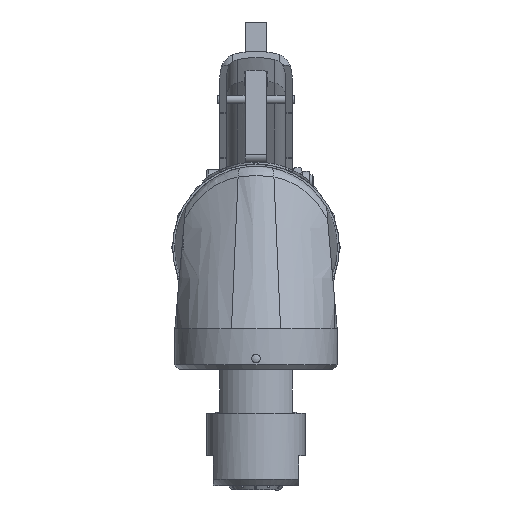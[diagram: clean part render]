
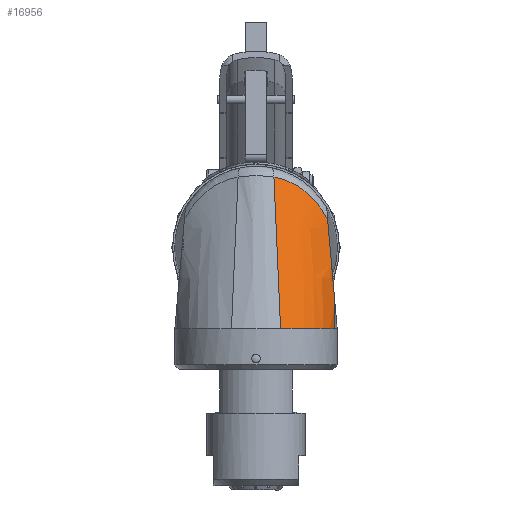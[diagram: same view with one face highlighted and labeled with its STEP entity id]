
A CAD part, left-side view. The second image highlights one B-rep face of the part: STEP entity #16956.
In plain terms, the highlighted free-form (B-spline) face has degree [3, 3] with [10, 4] control points.
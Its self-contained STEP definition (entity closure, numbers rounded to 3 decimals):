
#16458=CARTESIAN_POINT('',(-107.253,-18.353,-19.));
#16459=VERTEX_POINT('',#16458);
#16467=CARTESIAN_POINT('',(-120.447,-5.746,-19.));
#16468=VERTEX_POINT('',#16467);
#16469=CARTESIAN_POINT('',(-102.337,0.,-19.));
#16470=DIRECTION('',(0.0,0.0,-1.0));
#16471=DIRECTION('',(-1.0,0.0,0.0));
#16472=AXIS2_PLACEMENT_3D('',#16469,#16470,#16471);
#16473=CIRCLE('',#16472,19.0);
#16474=EDGE_CURVE('',#16459,#16468,#16473,.T.);
#16540=CARTESIAN_POINT('',(-110.827,-4.201,16.495));
#16541=VERTEX_POINT('',#16540);
#16574=CARTESIAN_POINT('',(-120.447,-5.746,-19.));
#16575=DIRECTION('',(0.261,0.042,0.964));
#16576=VECTOR('',#16575,36.808);
#16577=LINE('',#16574,#16576);
#16578=EDGE_CURVE('',#16468,#16541,#16577,.T.);
#16824=CARTESIAN_POINT('',(-106.452,-18.458,-12.81));
#16825=VERTEX_POINT('',#16824);
#16845=CARTESIAN_POINT('',(-107.253,-18.353,-19.));
#16846=DIRECTION('',(0.128,-0.017,0.992));
#16847=VECTOR('',#16846,6.242);
#16848=LINE('',#16845,#16847);
#16849=EDGE_CURVE('',#16459,#16825,#16848,.T.);
#16855=CARTESIAN_POINT('',(-107.253,-18.353,-19.));
#16856=CARTESIAN_POINT('',(-108.128,-18.119,-19.));
#16857=CARTESIAN_POINT('',(-109.943,-17.496,-19.));
#16858=CARTESIAN_POINT('',(-112.638,-16.065,-19.));
#16859=CARTESIAN_POINT('',(-115.098,-14.188,-19.));
#16860=CARTESIAN_POINT('',(-117.164,-12.001,-19.));
#16861=CARTESIAN_POINT('',(-118.744,-9.701,-19.));
#16862=CARTESIAN_POINT('',(-119.836,-7.512,-19.));
#16863=CARTESIAN_POINT('',(-120.279,-6.275,-19.));
#16864=CARTESIAN_POINT('',(-120.447,-5.746,-19.));
#16865=CARTESIAN_POINT('',(-105.722,-18.555,-7.168));
#16866=CARTESIAN_POINT('',(-106.441,-18.172,-7.168));
#16867=CARTESIAN_POINT('',(-107.939,-17.27,-7.168));
#16868=CARTESIAN_POINT('',(-110.194,-15.521,-7.168));
#16869=CARTESIAN_POINT('',(-112.295,-13.452,-7.168));
#16870=CARTESIAN_POINT('',(-114.111,-11.196,-7.168));
#16871=CARTESIAN_POINT('',(-115.557,-8.928,-7.168));
#16872=CARTESIAN_POINT('',(-116.611,-6.845,-7.168));
#16873=CARTESIAN_POINT('',(-117.066,-5.708,-7.168));
#16874=CARTESIAN_POINT('',(-117.24,-5.231,-7.168));
#16875=CARTESIAN_POINT('',(-104.192,-18.756,4.664));
#16876=CARTESIAN_POINT('',(-104.753,-18.225,4.664));
#16877=CARTESIAN_POINT('',(-105.934,-17.044,4.664));
#16878=CARTESIAN_POINT('',(-107.751,-14.977,4.664));
#16879=CARTESIAN_POINT('',(-109.493,-12.715,4.664));
#16880=CARTESIAN_POINT('',(-111.058,-10.39,4.664));
#16881=CARTESIAN_POINT('',(-112.371,-8.156,4.664));
#16882=CARTESIAN_POINT('',(-113.386,-6.178,4.664));
#16883=CARTESIAN_POINT('',(-113.853,-5.14,4.664));
#16884=CARTESIAN_POINT('',(-114.034,-4.716,4.664));
#16885=CARTESIAN_POINT('',(-102.661,-18.957,16.495));
#16886=CARTESIAN_POINT('',(-103.066,-18.279,16.495));
#16887=CARTESIAN_POINT('',(-103.93,-16.818,16.495));
#16888=CARTESIAN_POINT('',(-105.307,-14.433,16.495));
#16889=CARTESIAN_POINT('',(-106.69,-11.979,16.495));
#16890=CARTESIAN_POINT('',(-108.006,-9.585,16.495));
#16891=CARTESIAN_POINT('',(-109.184,-7.384,16.495));
#16892=CARTESIAN_POINT('',(-110.161,-5.511,16.495));
#16893=CARTESIAN_POINT('',(-110.64,-4.572,16.495));
#16894=CARTESIAN_POINT('',(-110.827,-4.201,16.495));
#16895=B_SPLINE_SURFACE_WITH_KNOTS('',3,3,((#16855,#16865,#16875,#16885),(#16856,#16866,#16876,#16886),(#16857,#16867,#16877,#16887),(#16858,#16868,#16878,#16888),(#16859,#16869,#16879,#16889),(#16860,#16870,#16880,#16890),(#16861,#16871,#16881,#16891),(#16862,#16872,#16882,#16892),(#16863,#16873,#16883,#16893),(#16864,#16874,#16884,#16894)),.UNSPECIFIED.,.F.,.F.,.U.,(4,1,1,1,1,1,1,4),(4,4),(0.0,0.143,0.286,0.429,0.571,0.714,0.857,1.0),(0.0,0.934),.UNSPECIFIED.);
#16896=CARTESIAN_POINT('',(-105.808,-16.776,6.426));
#16897=VERTEX_POINT('',#16896);
#16898=CARTESIAN_POINT('',(-110.827,-4.201,16.495));
#16899=CARTESIAN_POINT('',(-110.66,-4.566,16.436));
#16900=CARTESIAN_POINT('',(-110.498,-4.928,16.361));
#16901=CARTESIAN_POINT('',(-110.339,-5.289,16.273));
#16902=CARTESIAN_POINT('',(-110.18,-5.651,16.185));
#16903=CARTESIAN_POINT('',(-110.024,-6.011,16.082));
#16904=CARTESIAN_POINT('',(-109.872,-6.37,15.965));
#16905=CARTESIAN_POINT('',(-109.568,-7.088,15.732));
#16906=CARTESIAN_POINT('',(-109.28,-7.798,15.442));
#16907=CARTESIAN_POINT('',(-109.008,-8.491,15.098));
#16908=CARTESIAN_POINT('',(-108.872,-8.837,14.926));
#16909=CARTESIAN_POINT('',(-108.74,-9.179,14.741));
#16910=CARTESIAN_POINT('',(-108.612,-9.516,14.544));
#16911=CARTESIAN_POINT('',(-108.483,-9.852,14.346));
#16912=CARTESIAN_POINT('',(-108.359,-10.183,14.136));
#16913=CARTESIAN_POINT('',(-108.237,-10.509,13.912));
#16914=CARTESIAN_POINT('',(-107.994,-11.16,13.465));
#16915=CARTESIAN_POINT('',(-107.763,-11.793,12.965));
#16916=CARTESIAN_POINT('',(-107.541,-12.396,12.418));
#16917=CARTESIAN_POINT('',(-107.319,-12.998,11.87));
#16918=CARTESIAN_POINT('',(-107.107,-13.57,11.274));
#16919=CARTESIAN_POINT('',(-106.905,-14.101,10.642));
#16920=CARTESIAN_POINT('',(-106.703,-14.632,10.011));
#16921=CARTESIAN_POINT('',(-106.511,-15.121,9.344));
#16922=CARTESIAN_POINT('',(-106.327,-15.569,8.639));
#16923=CARTESIAN_POINT('',(-106.235,-15.793,8.286));
#16924=CARTESIAN_POINT('',(-106.145,-16.007,7.924));
#16925=CARTESIAN_POINT('',(-106.058,-16.208,7.555));
#16926=CARTESIAN_POINT('',(-105.971,-16.41,7.185));
#16927=CARTESIAN_POINT('',(-105.887,-16.599,6.809));
#16928=CARTESIAN_POINT('',(-105.808,-16.776,6.426));
#16929=B_SPLINE_CURVE_WITH_KNOTS('',3,(#16898,#16899,#16900,#16901,#16902,#16903,#16904,#16905,#16906,#16907,#16908,#16909,#16910,#16911,#16912,#16913,#16914,#16915,#16916,#16917,#16918,#16919,#16920,#16921,#16922,#16923,#16924,#16925,#16926,#16927,#16928),.UNSPECIFIED.,.F.,.U.,(4,3,3,3,3,3,3,3,3,3,4),(-4.735,-4.616,-4.496,-4.258,-4.139,-4.02,-3.782,-3.543,-3.305,-3.186,-3.067),.UNSPECIFIED.);
#16930=EDGE_CURVE('',#16541,#16897,#16929,.T.);
#16931=ORIENTED_EDGE('',*,*,#16930,.F.);
#16932=ORIENTED_EDGE('',*,*,#16578,.F.);
#16933=ORIENTED_EDGE('',*,*,#16474,.F.);
#16934=ORIENTED_EDGE('',*,*,#16849,.T.);
#16935=CARTESIAN_POINT('',(-106.452,-18.458,-12.81));
#16936=CARTESIAN_POINT('',(-106.637,-18.34,-11.452));
#16937=CARTESIAN_POINT('',(-106.728,-18.208,-9.945));
#16938=CARTESIAN_POINT('',(-106.754,-18.07,-8.372));
#16939=CARTESIAN_POINT('',(-106.769,-17.991,-7.468));
#16940=CARTESIAN_POINT('',(-106.762,-17.91,-6.541));
#16941=CARTESIAN_POINT('',(-106.738,-17.829,-5.61));
#16942=CARTESIAN_POINT('',(-106.717,-17.754,-4.755));
#16943=CARTESIAN_POINT('',(-106.682,-17.678,-3.894));
#16944=CARTESIAN_POINT('',(-106.635,-17.6,-3.002));
#16945=CARTESIAN_POINT('',(-106.522,-17.415,-0.881));
#16946=CARTESIAN_POINT('',(-106.338,-17.217,1.38));
#16947=CARTESIAN_POINT('',(-106.099,-17.011,3.73));
#16948=CARTESIAN_POINT('',(-106.01,-16.934,4.617));
#16949=CARTESIAN_POINT('',(-105.912,-16.855,5.516));
#16950=CARTESIAN_POINT('',(-105.808,-16.776,6.426));
#16951=B_SPLINE_CURVE_WITH_KNOTS('',3,(#16935,#16936,#16937,#16938,#16939,#16940,#16941,#16942,#16943,#16944,#16945,#16946,#16947,#16948,#16949,#16950),.UNSPECIFIED.,.F.,.U.,(4,3,3,3,3,4),(-3.568,-2.962,-2.614,-2.294,-1.532,-1.244),.UNSPECIFIED.);
#16952=EDGE_CURVE('',#16825,#16897,#16951,.T.);
#16953=ORIENTED_EDGE('',*,*,#16952,.T.);
#16954=EDGE_LOOP('',(#16931,#16932,#16933,#16934,#16953));
#16955=FACE_OUTER_BOUND('',#16954,.T.);
#16956=ADVANCED_FACE('',(#16955),#16895,.F.);
